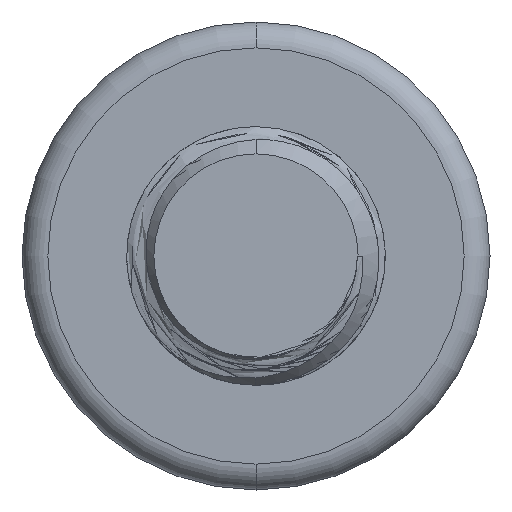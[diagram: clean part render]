
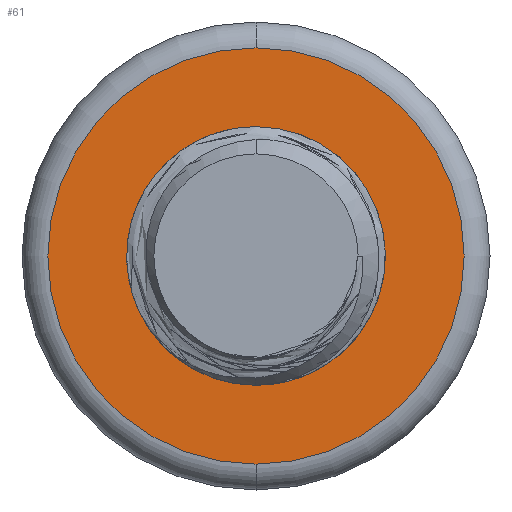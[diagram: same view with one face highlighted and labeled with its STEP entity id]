
A CAD part, front view. The second image highlights one B-rep face of the part: STEP entity #61.
In plain terms, the highlighted planar face has unit normal (0, -1, 0).
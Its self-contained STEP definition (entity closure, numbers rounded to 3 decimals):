
#61 = ADVANCED_FACE ( 'NONE', ( #1085, #978 ), #2784, .F. ) ;
#408 = DIRECTION ( 'NONE',  ( 0., 0., -1. ) ) ;
#423 = VERTEX_POINT ( 'NONE', #4994 ) ;
#515 = CARTESIAN_POINT ( 'NONE',  ( 0., 0., 1. ) ) ;
#548 = CIRCLE ( 'NONE', #2503, 1.61 ) ;
#743 = EDGE_CURVE ( 'NONE', #423, #2741, #548, .T. ) ;
#799 = AXIS2_PLACEMENT_3D ( 'NONE', #3515, #801, #408 ) ;
#801 = DIRECTION ( 'NONE',  ( 0., -1., 0. ) ) ;
#824 = CIRCLE ( 'NONE', #1293, 1.61 ) ;
#978 = FACE_BOUND ( 'NONE', #4152, .T. ) ;
#1085 = FACE_OUTER_BOUND ( 'NONE', #4647, .T. ) ;
#1194 = VERTEX_POINT ( 'NONE', #3780 ) ;
#1293 = AXIS2_PLACEMENT_3D ( 'NONE', #1791, #1312, #4004 ) ;
#1300 = CARTESIAN_POINT ( 'NONE',  ( 0., 0., 0. ) ) ;
#1312 = DIRECTION ( 'NONE',  ( 0., -1., 0. ) ) ;
#1318 = EDGE_CURVE ( 'NONE', #2741, #423, #824, .T. ) ;
#1473 = AXIS2_PLACEMENT_3D ( 'NONE', #1300, #1746, #1782 ) ;
#1566 = CIRCLE ( 'NONE', #1473, 1. ) ;
#1746 = DIRECTION ( 'NONE',  ( 0., -1., 0. ) ) ;
#1776 = VERTEX_POINT ( 'NONE', #5316 ) ;
#1782 = DIRECTION ( 'NONE',  ( 0., 0., -1. ) ) ;
#1791 = CARTESIAN_POINT ( 'NONE',  ( 0., 0., 0. ) ) ;
#1917 = DIRECTION ( 'NONE',  ( 0., 0., 1. ) ) ;
#2352 = DIRECTION ( 'NONE',  ( 0., -1., 0. ) ) ;
#2503 = AXIS2_PLACEMENT_3D ( 'NONE', #5640, #5230, #5582 ) ;
#2741 = VERTEX_POINT ( 'NONE', #4747 ) ;
#2760 = CARTESIAN_POINT ( 'NONE',  ( 0., 0., 0. ) ) ;
#2784 = PLANE ( 'NONE',  #4177 ) ;
#2994 = ORIENTED_EDGE ( 'NONE', *, *, #5489, .F. ) ;
#3213 = ORIENTED_EDGE ( 'NONE', *, *, #3549, .F. ) ;
#3352 = CIRCLE ( 'NONE', #799, 1. ) ;
#3515 = CARTESIAN_POINT ( 'NONE',  ( 0., 0., 0. ) ) ;
#3549 = EDGE_CURVE ( 'NONE', #1776, #1194, #5699, .T. ) ;
#3780 = CARTESIAN_POINT ( 'NONE',  ( 0., 0., -1. ) ) ;
#3821 = ORIENTED_EDGE ( 'NONE', *, *, #4619, .F. ) ;
#4004 = DIRECTION ( 'NONE',  ( 0., 0., 1. ) ) ;
#4127 = DIRECTION ( 'NONE',  ( 0., 1., 0. ) ) ;
#4152 = EDGE_LOOP ( 'NONE', ( #3821, #2994, #3213 ) ) ;
#4177 = AXIS2_PLACEMENT_3D ( 'NONE', #4567, #4127, #1917 ) ;
#4316 = ORIENTED_EDGE ( 'NONE', *, *, #1318, .T. ) ;
#4399 = ORIENTED_EDGE ( 'NONE', *, *, #743, .T. ) ;
#4567 = CARTESIAN_POINT ( 'NONE',  ( 0., 0., 0. ) ) ;
#4619 = EDGE_CURVE ( 'NONE', #5478, #1776, #3352, .T. ) ;
#4647 = EDGE_LOOP ( 'NONE', ( #4316, #4399 ) ) ;
#4747 = CARTESIAN_POINT ( 'NONE',  ( 0., 0., 1.61 ) ) ;
#4994 = CARTESIAN_POINT ( 'NONE',  ( 0., 0., -1.61 ) ) ;
#5002 = DIRECTION ( 'NONE',  ( 0., 0., -1. ) ) ;
#5141 = AXIS2_PLACEMENT_3D ( 'NONE', #2760, #2352, #5002 ) ;
#5230 = DIRECTION ( 'NONE',  ( 0., -1., 0. ) ) ;
#5316 = CARTESIAN_POINT ( 'NONE',  ( -0.714, 0., 0.701 ) ) ;
#5478 = VERTEX_POINT ( 'NONE', #515 ) ;
#5489 = EDGE_CURVE ( 'NONE', #1194, #5478, #1566, .T. ) ;
#5582 = DIRECTION ( 'NONE',  ( 0., 0., 1. ) ) ;
#5640 = CARTESIAN_POINT ( 'NONE',  ( 0., 0., 0. ) ) ;
#5699 = CIRCLE ( 'NONE', #5141, 1. ) ;
